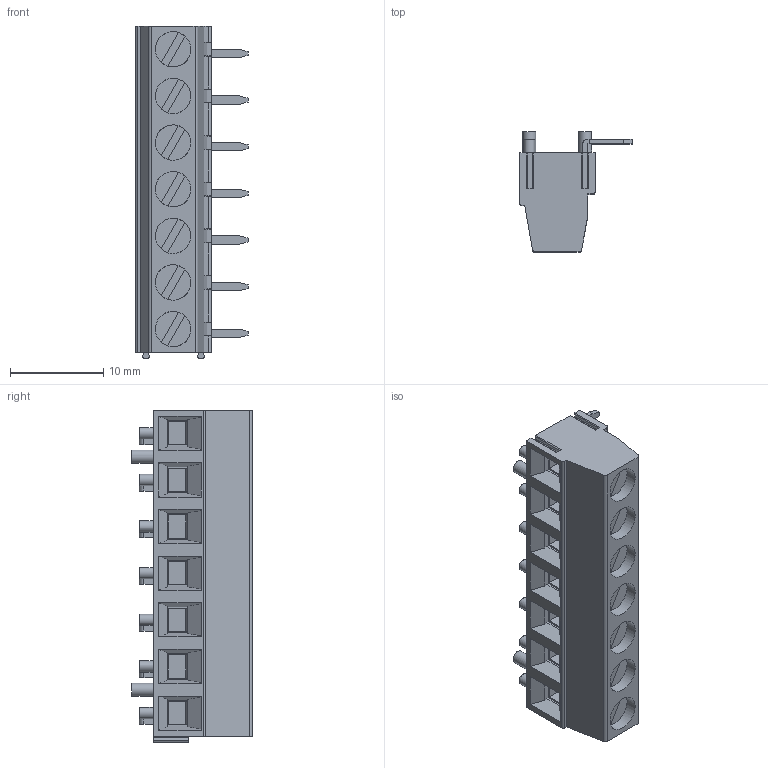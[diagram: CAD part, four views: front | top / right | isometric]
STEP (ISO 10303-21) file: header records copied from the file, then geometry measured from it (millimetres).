
FILE_DESCRIPTION( ( 'STEP AP214' ), '1' );
FILE_NAME( 'MV157-5-H-SMD.stp', ' ', ( ' ' ), ( ' ' ), 'PSStep 14.0', 'VISI 19.0', ' ' );
FILE_SCHEMA( ( 'AUTOMOTIVE_DESIGN { 1 0 10303 214 1 1 1 1 }' ) );
Length unit declared in the file: millimetre
Products named in the file (1): 1
Bounding box: 12.05 x 12.9 x 35.6 mm (x, y, z)
Volume: 2221.7 mm3; surface area: 2231.1 mm2
Topology: 1 solids, 1 shells, 377 faces, 1044 edges, 701 vertices
Faces by surface type: plane 325, cylinder 52
Full cylindrical faces by diameter (mm): 1.2 x7, 1.4 x4, 3.8 x7
Entity records: 14718 total; most frequent: CARTESIAN_POINT 2125, ORIENTED_EDGE 2016, DIRECTION 1861, EDGE_CURVE 1008, LINE 883, VECTOR 883, VERTEX_POINT 683, AXIS2_PLACEMENT_3D 489
